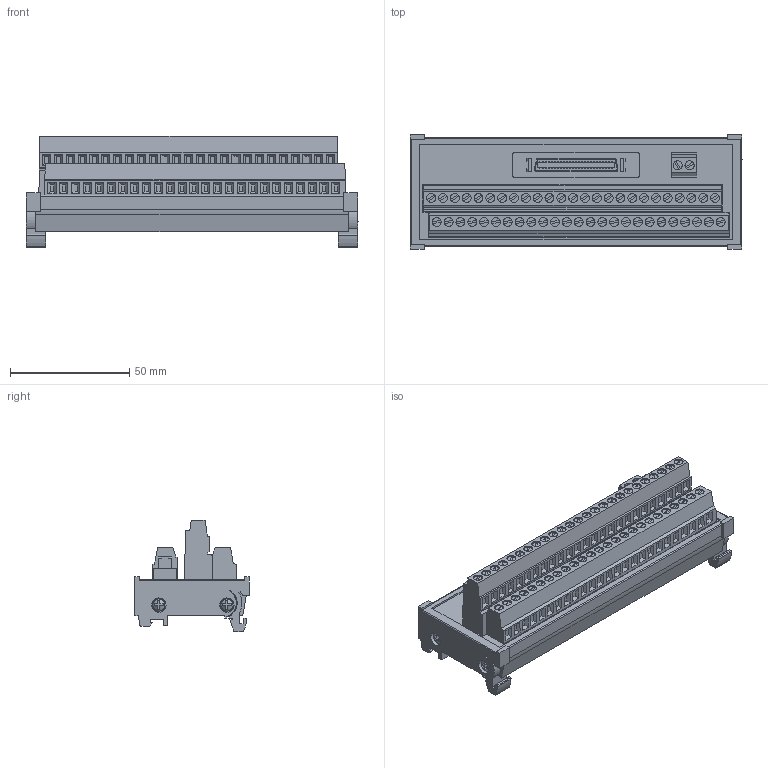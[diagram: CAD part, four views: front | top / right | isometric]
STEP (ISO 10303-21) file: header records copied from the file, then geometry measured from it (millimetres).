
FILE_DESCRIPTION (( 'STEP AP214' ), '1' );
FILE_NAME ('ZL-RTB50.step', '2014-11-13T22:38:33', ( '' ), ( '' ), 'SwSTEP 2.0', 'SolidWorks 2014', '' );
FILE_SCHEMA (( 'AUTOMOTIVE_DESIGN' ));
Length unit declared in the file: inch
Products named in the file (1): ZL-RTB50
Bounding box: 139.02 x 48.01 x 46.61 mm (x, y, z)
Volume: 143020.3 mm3; surface area: 32493.7 mm2
Topology: 1 solids, 1 shells, 1307 faces, 3120 edges, 1990 vertices
Faces by surface type: plane 1145, cylinder 158, bspline 4
Entity records: 49956 total; most frequent: CARTESIAN_POINT 7574, ORIENTED_EDGE 6240, DIRECTION 6144, EDGE_CURVE 3120, VECTOR 2592, LINE 2592, VERTEX_POINT 1990, AXIS2_PLACEMENT_3D 1776
